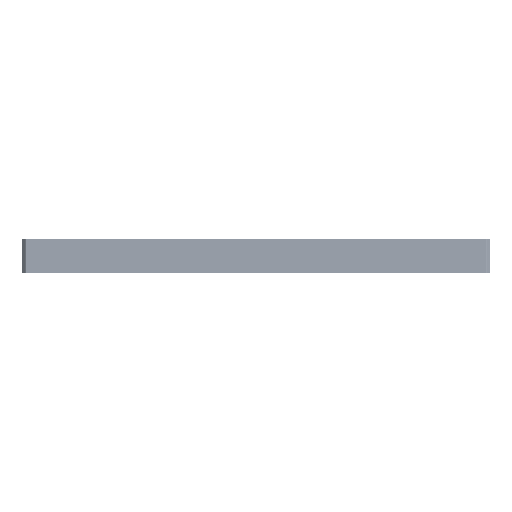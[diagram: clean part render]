
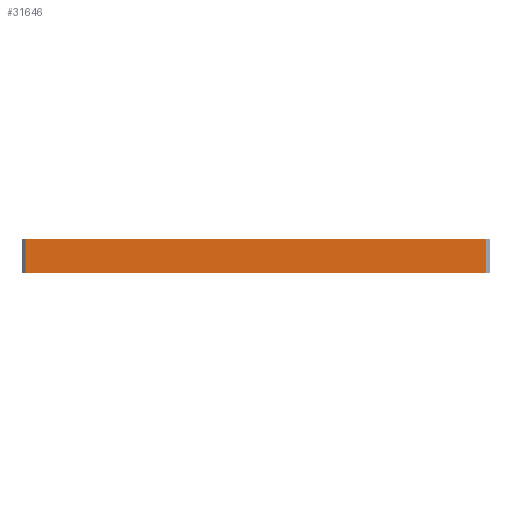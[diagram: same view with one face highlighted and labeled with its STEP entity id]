
A CAD part, left-side view. The second image highlights one B-rep face of the part: STEP entity #31646.
In plain terms, the highlighted planar face has unit normal (-1, 0, 0).
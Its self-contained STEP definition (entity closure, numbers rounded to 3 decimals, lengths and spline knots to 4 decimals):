
#2497=PLANE('',#34275);
#3092=FACE_OUTER_BOUND('',#5480,.T.);
#5480=EDGE_LOOP('',(#24135,#24136,#24137,#24138));
#7433=LINE('',#45611,#9327);
#7552=LINE('',#46968,#9446);
#7990=LINE('',#51834,#9884);
#7991=LINE('',#51836,#9885);
#9327=VECTOR('',#36484,0.3937);
#9446=VECTOR('',#37647,0.3937);
#9884=VECTOR('',#39907,0.3937);
#9885=VECTOR('',#39910,0.3937);
#13470=VERTEX_POINT('',#45608);
#13471=VERTEX_POINT('',#45610);
#14116=VERTEX_POINT('',#46965);
#14117=VERTEX_POINT('',#46967);
#16538=EDGE_CURVE('',#13471,#13470,#7433,.T.);
#17184=EDGE_CURVE('',#14117,#14116,#7552,.T.);
#18464=EDGE_CURVE('',#13471,#14116,#7990,.T.);
#18465=EDGE_CURVE('',#14117,#13470,#7991,.T.);
#24135=ORIENTED_EDGE('',*,*,#16538,.T.);
#24136=ORIENTED_EDGE('',*,*,#18465,.F.);
#24137=ORIENTED_EDGE('',*,*,#17184,.T.);
#24138=ORIENTED_EDGE('',*,*,#18464,.F.);
#31646=ADVANCED_FACE('',(#3092),#2497,.T.);
#34275=AXIS2_PLACEMENT_3D('',#51835,#39908,#39909);
#36484=DIRECTION('',(0.,1.,0.));
#37647=DIRECTION('',(0.,-1.,0.));
#39907=DIRECTION('',(0.,0.,-1.));
#39908=DIRECTION('center_axis',(-1.,0.,0.));
#39909=DIRECTION('ref_axis',(0.,1.,0.));
#39910=DIRECTION('',(0.,0.,1.));
#45608=CARTESIAN_POINT('',(-0.0787,9.3655,-0.05));
#45610=CARTESIAN_POINT('',(-0.0787,0.0833,-0.05));
#45611=CARTESIAN_POINT('',(-0.0787,2.3622,-0.05));
#46965=CARTESIAN_POINT('',(-0.0787,0.0833,-0.75));
#46967=CARTESIAN_POINT('',(-0.0787,9.3655,-0.75));
#46968=CARTESIAN_POINT('',(-0.0787,2.3622,-0.75));
#51834=CARTESIAN_POINT('',(-0.0787,0.0833,0.));
#51835=CARTESIAN_POINT('Origin',(-0.0787,0.,
0.));
#51836=CARTESIAN_POINT('',(-0.0787,9.3655,0.));
